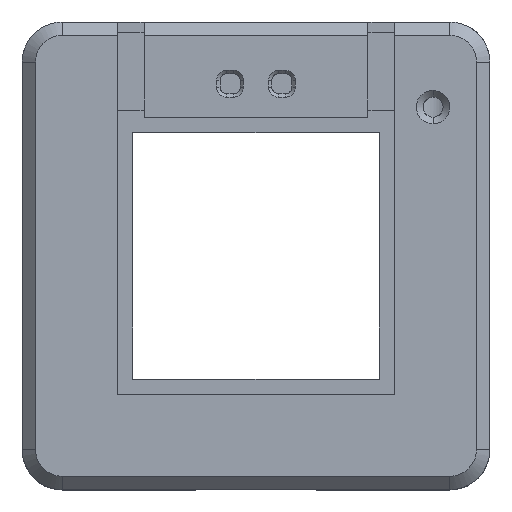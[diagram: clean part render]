
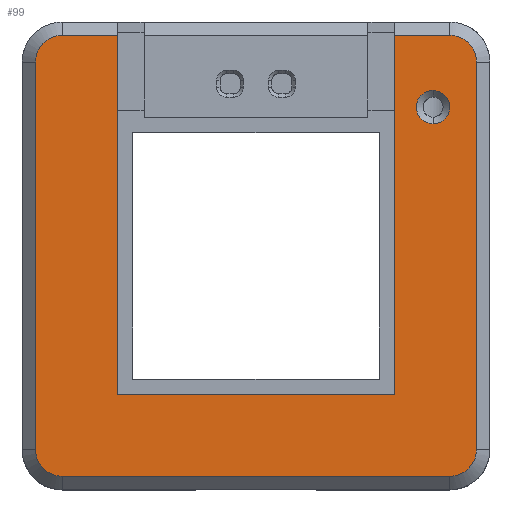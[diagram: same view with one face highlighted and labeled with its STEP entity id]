
A CAD part, top view. The second image highlights one B-rep face of the part: STEP entity #99.
In plain terms, the highlighted planar face has unit normal (0, 0, 1).
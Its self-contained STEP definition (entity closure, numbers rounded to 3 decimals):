
#19=FACE_BOUND('',#1092,.T.);
#99=ADVANCED_FACE('',(#593,#19),#7529,.T.);
#593=FACE_OUTER_BOUND('',#1091,.T.);
#1091=EDGE_LOOP('',(#1905,#1906,#1907,#1908,#1909,#1910,#1911,#1912,#1913,
#1914,#1915,#1916));
#1092=EDGE_LOOP('',(#1917,#1918));
#1905=ORIENTED_EDGE('',*,*,#4406,.T.);
#1906=ORIENTED_EDGE('',*,*,#4399,.T.);
#1907=ORIENTED_EDGE('',*,*,#4400,.T.);
#1908=ORIENTED_EDGE('',*,*,#5223,.T.);
#1909=ORIENTED_EDGE('',*,*,#4401,.T.);
#1910=ORIENTED_EDGE('',*,*,#5219,.T.);
#1911=ORIENTED_EDGE('',*,*,#4402,.T.);
#1912=ORIENTED_EDGE('',*,*,#5216,.T.);
#1913=ORIENTED_EDGE('',*,*,#4403,.T.);
#1914=ORIENTED_EDGE('',*,*,#5212,.T.);
#1915=ORIENTED_EDGE('',*,*,#4404,.T.);
#1916=ORIENTED_EDGE('',*,*,#4405,.T.);
#1917=ORIENTED_EDGE('',*,*,#4137,.T.);
#1918=ORIENTED_EDGE('',*,*,#5262,.T.);
#4137=EDGE_CURVE('',#6724,#6723,#6218,.T.);
#4399=EDGE_CURVE('',#7024,#7025,#5550,.T.);
#4400=EDGE_CURVE('',#7025,#7026,#5551,.T.);
#4401=EDGE_CURVE('',#7027,#7028,#5552,.T.);
#4402=EDGE_CURVE('',#7029,#7030,#5553,.T.);
#4403=EDGE_CURVE('',#7031,#7032,#5554,.T.);
#4404=EDGE_CURVE('',#7033,#7034,#5555,.T.);
#4405=EDGE_CURVE('',#7034,#7035,#5556,.T.);
#4406=EDGE_CURVE('',#7035,#7024,#5557,.T.);
#5212=EDGE_CURVE('',#7032,#7033,#6651,.T.);
#5216=EDGE_CURVE('',#7030,#7031,#6653,.T.);
#5219=EDGE_CURVE('',#7028,#7029,#6654,.T.);
#5223=EDGE_CURVE('',#7026,#7027,#6656,.T.);
#5262=EDGE_CURVE('',#6723,#6724,#6676,.T.);
#5550=B_SPLINE_CURVE_WITH_KNOTS('',1,(#21811,#21812),.UNSPECIFIED.,.F.,
 .F.,(2,2),(-53.75,0.),.UNSPECIFIED.);
#5551=B_SPLINE_CURVE_WITH_KNOTS('',1,(#21813,#21814),.UNSPECIFIED.,.F.,
 .F.,(2,2),(0.,8.25),.UNSPECIFIED.);
#5552=B_SPLINE_CURVE_WITH_KNOTS('',1,(#21815,#21816),.UNSPECIFIED.,.F.,
 .F.,(2,2),(0.,58.),.UNSPECIFIED.);
#5553=B_SPLINE_CURVE_WITH_KNOTS('',1,(#21817,#21818),.UNSPECIFIED.,.F.,
 .F.,(2,2),(0.,58.),.UNSPECIFIED.);
#5554=B_SPLINE_CURVE_WITH_KNOTS('',1,(#21819,#21820),.UNSPECIFIED.,.F.,
 .F.,(2,2),(0.,58.),.UNSPECIFIED.);
#5555=B_SPLINE_CURVE_WITH_KNOTS('',1,(#21821,#21822),.UNSPECIFIED.,.F.,
 .F.,(2,2),(0.,8.25),.UNSPECIFIED.);
#5556=B_SPLINE_CURVE_WITH_KNOTS('',1,(#21823,#21824),.UNSPECIFIED.,.F.,
 .F.,(2,2),(-53.75,0.),.UNSPECIFIED.);
#5557=B_SPLINE_CURVE_WITH_KNOTS('',1,(#21825,#21826),.UNSPECIFIED.,.F.,
 .F.,(2,2),(-41.5,0.),.UNSPECIFIED.);
#6218=(
BOUNDED_CURVE()
B_SPLINE_CURVE(2,(#20876,#20877,#20878,#20879,#20880),.UNSPECIFIED.,.F.,
 .F.)
B_SPLINE_CURVE_WITH_KNOTS((3,2,3),(0.,3.927,7.854),
 .UNSPECIFIED.)
CURVE()
GEOMETRIC_REPRESENTATION_ITEM()
RATIONAL_B_SPLINE_CURVE((1.,0.707,1.,0.707,1.))
REPRESENTATION_ITEM('')
);
#6651=(
BOUNDED_CURVE()
B_SPLINE_CURVE(2,(#24728,#24729,#24730),.UNSPECIFIED.,.F.,.F.)
B_SPLINE_CURVE_WITH_KNOTS((3,3),(0.,6.283),.UNSPECIFIED.)
CURVE()
GEOMETRIC_REPRESENTATION_ITEM()
RATIONAL_B_SPLINE_CURVE((1.,0.707,1.))
REPRESENTATION_ITEM('')
);
#6653=(
BOUNDED_CURVE()
B_SPLINE_CURVE(2,(#24738,#24739,#24740),.UNSPECIFIED.,.F.,.F.)
B_SPLINE_CURVE_WITH_KNOTS((3,3),(0.,6.283),.UNSPECIFIED.)
CURVE()
GEOMETRIC_REPRESENTATION_ITEM()
RATIONAL_B_SPLINE_CURVE((1.,0.707,1.))
REPRESENTATION_ITEM('')
);
#6654=(
BOUNDED_CURVE()
B_SPLINE_CURVE(2,(#24745,#24746,#24747),.UNSPECIFIED.,.F.,.F.)
B_SPLINE_CURVE_WITH_KNOTS((3,3),(0.,6.283),.UNSPECIFIED.)
CURVE()
GEOMETRIC_REPRESENTATION_ITEM()
RATIONAL_B_SPLINE_CURVE((1.,0.707,1.))
REPRESENTATION_ITEM('')
);
#6656=(
BOUNDED_CURVE()
B_SPLINE_CURVE(2,(#24755,#24756,#24757),.UNSPECIFIED.,.F.,.F.)
B_SPLINE_CURVE_WITH_KNOTS((3,3),(0.,6.283),.UNSPECIFIED.)
CURVE()
GEOMETRIC_REPRESENTATION_ITEM()
RATIONAL_B_SPLINE_CURVE((1.,0.707,1.))
REPRESENTATION_ITEM('')
);
#6676=(
BOUNDED_CURVE()
B_SPLINE_CURVE(2,(#24859,#24860,#24861,#24862,#24863),.UNSPECIFIED.,.F.,
 .F.)
B_SPLINE_CURVE_WITH_KNOTS((3,2,3),(0.,3.927,7.854),
 .UNSPECIFIED.)
CURVE()
GEOMETRIC_REPRESENTATION_ITEM()
RATIONAL_B_SPLINE_CURVE((1.,0.707,1.,0.707,1.))
REPRESENTATION_ITEM('')
);
#6723=VERTEX_POINT('',#20072);
#6724=VERTEX_POINT('',#20073);
#7024=VERTEX_POINT('',#20373);
#7025=VERTEX_POINT('',#20374);
#7026=VERTEX_POINT('',#20375);
#7027=VERTEX_POINT('',#20376);
#7028=VERTEX_POINT('',#20377);
#7029=VERTEX_POINT('',#20378);
#7030=VERTEX_POINT('',#20379);
#7031=VERTEX_POINT('',#20380);
#7032=VERTEX_POINT('',#20381);
#7033=VERTEX_POINT('',#20382);
#7034=VERTEX_POINT('',#20383);
#7035=VERTEX_POINT('',#20384);
#7529=PLANE('',#8042);
#8042=AXIS2_PLACEMENT_3D('',#10860,#8245,$);
#8245=DIRECTION('',(0.,0.,1.));
#10860=CARTESIAN_POINT('',(-39.601,48.776,-129.675));
#20072=CARTESIAN_POINT('',(26.5,33.925,-129.675));
#20073=CARTESIAN_POINT('',(26.5,28.925,-129.675));
#20373=CARTESIAN_POINT('',(-20.75,-11.575,-129.675));
#20374=CARTESIAN_POINT('',(-20.75,42.175,-129.675));
#20375=CARTESIAN_POINT('',(-29.,42.175,-129.675));
#20376=CARTESIAN_POINT('',(-33.,38.175,-129.675));
#20377=CARTESIAN_POINT('',(-33.,-19.825,-129.675));
#20378=CARTESIAN_POINT('',(-29.,-23.825,-129.675));
#20379=CARTESIAN_POINT('',(29.,-23.825,-129.675));
#20380=CARTESIAN_POINT('',(33.,-19.825,-129.675));
#20381=CARTESIAN_POINT('',(33.,38.175,-129.675));
#20382=CARTESIAN_POINT('',(29.,42.175,-129.675));
#20383=CARTESIAN_POINT('',(20.75,42.175,-129.675));
#20384=CARTESIAN_POINT('',(20.75,-11.575,-129.675));
#20876=CARTESIAN_POINT('',(26.5,28.925,-129.675));
#20877=CARTESIAN_POINT('',(24.,28.925,-129.675));
#20878=CARTESIAN_POINT('',(24.,31.425,-129.675));
#20879=CARTESIAN_POINT('',(24.,33.925,-129.675));
#20880=CARTESIAN_POINT('',(26.5,33.925,-129.675));
#21811=CARTESIAN_POINT('',(-20.75,-11.575,-129.675));
#21812=CARTESIAN_POINT('',(-20.75,42.175,-129.675));
#21813=CARTESIAN_POINT('',(-20.75,42.175,-129.675));
#21814=CARTESIAN_POINT('',(-29.,42.175,-129.675));
#21815=CARTESIAN_POINT('',(-33.,38.175,-129.675));
#21816=CARTESIAN_POINT('',(-33.,-19.825,-129.675));
#21817=CARTESIAN_POINT('',(-29.,-23.825,-129.675));
#21818=CARTESIAN_POINT('',(29.,-23.825,-129.675));
#21819=CARTESIAN_POINT('',(33.,-19.825,-129.675));
#21820=CARTESIAN_POINT('',(33.,38.175,-129.675));
#21821=CARTESIAN_POINT('',(29.,42.175,-129.675));
#21822=CARTESIAN_POINT('',(20.75,42.175,-129.675));
#21823=CARTESIAN_POINT('',(20.75,42.175,-129.675));
#21824=CARTESIAN_POINT('',(20.75,-11.575,-129.675));
#21825=CARTESIAN_POINT('',(20.75,-11.575,-129.675));
#21826=CARTESIAN_POINT('',(-20.75,-11.575,-129.675));
#24728=CARTESIAN_POINT('',(33.,38.175,-129.675));
#24729=CARTESIAN_POINT('',(33.,42.175,-129.675));
#24730=CARTESIAN_POINT('',(29.,42.175,-129.675));
#24738=CARTESIAN_POINT('',(29.,-23.825,-129.675));
#24739=CARTESIAN_POINT('',(33.,-23.825,-129.675));
#24740=CARTESIAN_POINT('',(33.,-19.825,-129.675));
#24745=CARTESIAN_POINT('',(-33.,-19.825,-129.675));
#24746=CARTESIAN_POINT('',(-33.,-23.825,-129.675));
#24747=CARTESIAN_POINT('',(-29.,-23.825,-129.675));
#24755=CARTESIAN_POINT('',(-29.,42.175,-129.675));
#24756=CARTESIAN_POINT('',(-33.,42.175,-129.675));
#24757=CARTESIAN_POINT('',(-33.,38.175,-129.675));
#24859=CARTESIAN_POINT('',(26.5,33.925,-129.675));
#24860=CARTESIAN_POINT('',(29.,33.925,-129.675));
#24861=CARTESIAN_POINT('',(29.,31.425,-129.675));
#24862=CARTESIAN_POINT('',(29.,28.925,-129.675));
#24863=CARTESIAN_POINT('',(26.5,28.925,-129.675));
